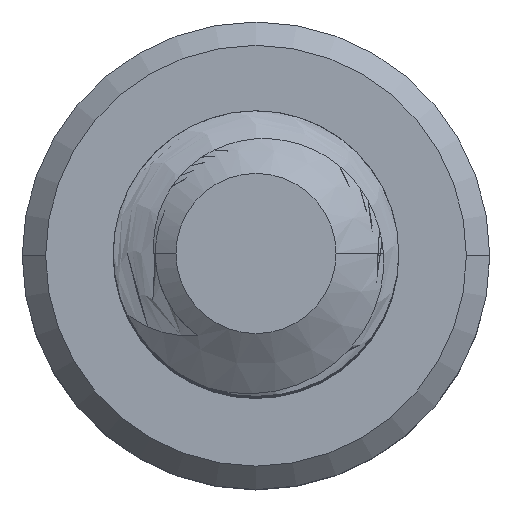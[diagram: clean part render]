
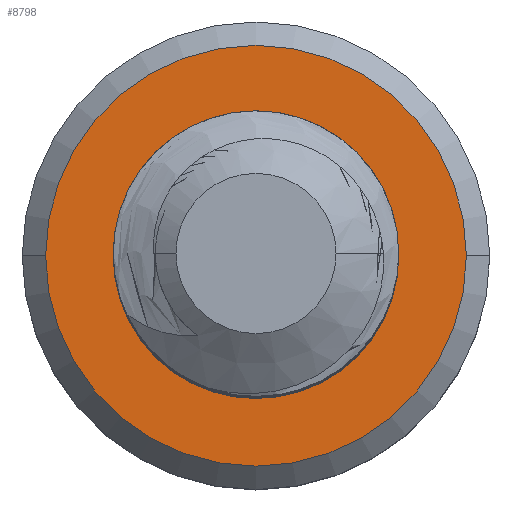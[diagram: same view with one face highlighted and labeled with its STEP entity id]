
A CAD part, top view. The second image highlights one B-rep face of the part: STEP entity #8798.
In plain terms, the highlighted planar face has unit normal (0, 0, 1).
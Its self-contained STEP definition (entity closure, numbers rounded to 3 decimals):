
#20=CARTESIAN_POINT('',(-1.228,1.251,-15.875));
#45=CARTESIAN_POINT('',(0.,-1.237,
-15.875));
#46=CARTESIAN_POINT('',(-0.093,-1.253,
-15.875));
#47=CARTESIAN_POINT('',(-0.276,-1.262,
-15.875));
#48=CARTESIAN_POINT('',(-0.551,-1.22,
-15.875));
#49=CARTESIAN_POINT('',(-0.811,-1.123,
-15.875));
#50=CARTESIAN_POINT('',(-1.054,-0.967,
-15.875));
#51=CARTESIAN_POINT('',(-1.252,-0.771,
-15.875));
#52=CARTESIAN_POINT('',(-1.421,-0.518,
-15.875));
#53=CARTESIAN_POINT('',(-1.537,-0.241,
-15.875));
#54=CARTESIAN_POINT('',(-1.6,0.073,-15.875));
#55=CARTESIAN_POINT('',(-1.6,0.369,-15.875));
#56=CARTESIAN_POINT('',(-1.539,0.685,-15.875));
#57=CARTESIAN_POINT('',(-1.423,0.965,-15.875));
#58=CARTESIAN_POINT('',(-1.301,1.157,-15.875));
#59=CARTESIAN_POINT('',(-1.228,1.251,-15.875));
#1821=CARTESIAN_POINT('',(0.002,1.753,
-15.875));
#1822=CARTESIAN_POINT('',(0.109,1.74,
-15.875));
#1823=CARTESIAN_POINT('',(0.319,1.695,
-15.875));
#1824=CARTESIAN_POINT('',(0.613,1.567,
-15.875));
#1825=CARTESIAN_POINT('',(0.875,1.385,
-15.875));
#1826=CARTESIAN_POINT('',(1.087,1.17,-15.875));
#1827=CARTESIAN_POINT('',(1.267,0.899,
-15.875));
#1828=CARTESIAN_POINT('',(1.382,0.614,
-15.875));
#1829=CARTESIAN_POINT('',(1.433,0.318,
-15.875));
#1830=CARTESIAN_POINT('',(1.425,0.04,
-15.875));
#1831=CARTESIAN_POINT('',(1.35,-0.265,
-15.875));
#1832=CARTESIAN_POINT('',(1.222,-0.521,
-15.875));
#1833=CARTESIAN_POINT('',(1.055,-0.735,
-15.875));
#1834=CARTESIAN_POINT('',(0.931,-0.838,-15.875));
#1835=CARTESIAN_POINT('',(0.867,-0.883,-15.875));
#1837=CARTESIAN_POINT('',(0.,0.,-15.875));
#1838=DIRECTION('',(0.,0.,-1.));
#1839=DIRECTION('',(1.,0.,0.));
#1840=AXIS2_PLACEMENT_3D('',#1837,#1838,#1839);
#1842=CARTESIAN_POINT('',(0.,0.,-15.875));
#1843=DIRECTION('',(0.,0.,-1.));
#1844=DIRECTION('',(-1.,0.,0.));
#1845=AXIS2_PLACEMENT_3D('',#1842,#1843,#1844);
#1847=CARTESIAN_POINT('',(0.,0.,-15.875));
#1848=DIRECTION('',(0.,0.,1.));
#1849=DIRECTION('',(0.001,1.,0.));
#1850=AXIS2_PLACEMENT_3D('',#1847,#1848,#1849);
#1852=CARTESIAN_POINT('',(0.,0.,-15.875));
#1853=DIRECTION('',(0.,0.,1.));
#1854=DIRECTION('',(0.,-1.,0.));
#1855=AXIS2_PLACEMENT_3D('',#1852,#1853,#1854);
#2075=CARTESIAN_POINT('',(0.,-1.237,
-15.875));
#3754=VERTEX_POINT('',#20);
#3755=CARTESIAN_POINT('',(0.002,1.753,-15.875));
#3756=VERTEX_POINT('',#3755);
#3895=VERTEX_POINT('',#2075);
#3905=VERTEX_POINT('',#1835);
#3946=CARTESIAN_POINT('',(2.583,0.,-15.875));
#3947=CARTESIAN_POINT('',(-2.583,0.,-15.875));
#3948=VERTEX_POINT('',#3946);
#3949=VERTEX_POINT('',#3947);
#8780=CARTESIAN_POINT('',(0.,0.,-15.875));
#8781=DIRECTION('',(0.,0.,-1.));
#8782=DIRECTION('',(-1.,0.,0.));
#8783=AXIS2_PLACEMENT_3D('',#8780,#8781,#8782);
#8784=PLANE('',#8783);
#8786=ORIENTED_EDGE('',*,*,#8785,.T.);
#8788=ORIENTED_EDGE('',*,*,#8787,.T.);
#8789=EDGE_LOOP('',(#8786,#8788));
#8790=FACE_OUTER_BOUND('',#8789,.F.);
#8791=ORIENTED_EDGE('',*,*,#3999,.T.);
#8792=ORIENTED_EDGE('',*,*,#6053,.F.);
#8794=ORIENTED_EDGE('',*,*,#8793,.T.);
#8795=ORIENTED_EDGE('',*,*,#8693,.F.);
#8796=EDGE_LOOP('',(#8791,#8792,#8794,#8795));
#8797=FACE_BOUND('',#8796,.F.);
#8798=ADVANCED_FACE('',(#8790,#8797),#8784,.F.);
#60=B_SPLINE_CURVE_WITH_KNOTS('',3,(#45,#46,#47,#48,#49,#50,#51,#52,#53,#54,#55,
#56,#57,#58,#59),.UNSPECIFIED.,.F.,.F.,(4,1,1,1,1,1,1,1,1,1,1,1,4),(0.,
0.083,0.167,0.25,0.333,0.417,
0.5,0.583,0.667,0.75,0.833,
0.917,1.),.UNSPECIFIED.);
#1836=B_SPLINE_CURVE_WITH_KNOTS('',3,(#1821,#1822,#1823,#1824,#1825,#1826,#1827,
#1828,#1829,#1830,#1831,#1832,#1833,#1834,#1835),.UNSPECIFIED.,.F.,.F.,(4,1,1,1,
1,1,1,1,1,1,1,1,4),(0.,0.083,0.167,0.25,
0.333,0.417,0.5,0.583,0.667,
0.75,0.833,0.917,1.),.UNSPECIFIED.);
#1841=CIRCLE('',#1840,2.583);
#1846=CIRCLE('',#1845,2.583);
#1851=CIRCLE('',#1850,1.753);
#1856=CIRCLE('',#1855,1.237);
#3999=EDGE_CURVE('',#3756,#3754,#1851,.T.);
#6053=EDGE_CURVE('',#3895,#3754,#60,.T.);
#8693=EDGE_CURVE('',#3756,#3905,#1836,.T.);
#8785=EDGE_CURVE('',#3948,#3949,#1841,.T.);
#8787=EDGE_CURVE('',#3949,#3948,#1846,.T.);
#8793=EDGE_CURVE('',#3895,#3905,#1856,.T.);
